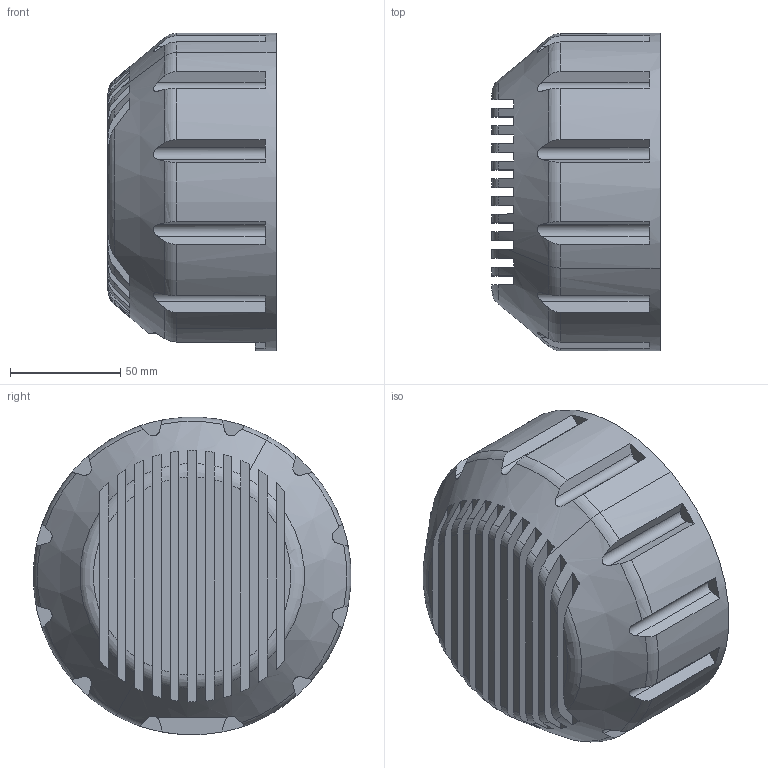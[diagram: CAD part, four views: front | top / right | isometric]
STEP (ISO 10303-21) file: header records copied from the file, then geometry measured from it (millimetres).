
FILE_DESCRIPTION(('CATIA V5 STEP'),'2;1');
FILE_NAME('A_SRCWS_SERVO3_D.stp','2016-09-06T14:46:32+00:00',('DHKIM'),('Dodaam'),'CATIA Version 5 Release 20 GA (IN-10)','CATIA V5 STEP AP203 Edition 2','');
FILE_SCHEMA(('AP203_CONFIGURATION_CONTROLLED_3D_DESIGN_OF_MECHANICAL_PARTS_AND_ASSEMBLIES_MIM_LF { 1 0 10303 403 2 1 2}'));
Length unit declared in the file: millimetre
Products named in the file (3): A_SRCWS_SERVO3_D; M_SRCWS_SERVO3_D; ELMO_SOL-GUI_25_60
Assembly tree (2 placements, depth 2):
  A_SRCWS_SERVO3_D
    M_SRCWS_SERVO3_D
    ELMO_SOL-GUI_25_60
Bounding box: 76.2 x 143.85 x 143.98 mm (x, y, z)
Volume: 245409.3 mm3; surface area: 116141.8 mm2
Topology: 2 solids, 2 shells, 172 faces, 502 edges, 333 vertices
Faces by surface type: plane 93, torus 42, cylinder 30, cone 4, sphere 2, bspline 1
Entity records: 6059 total; most frequent: CARTESIAN_POINT 1877, ORIENTED_EDGE 1000, DIRECTION 560, EDGE_CURVE 500, VERTEX_POINT 333, AXIS2_PLACEMENT_3D 283, EDGE_LOOP 181, CIRCLE 176
